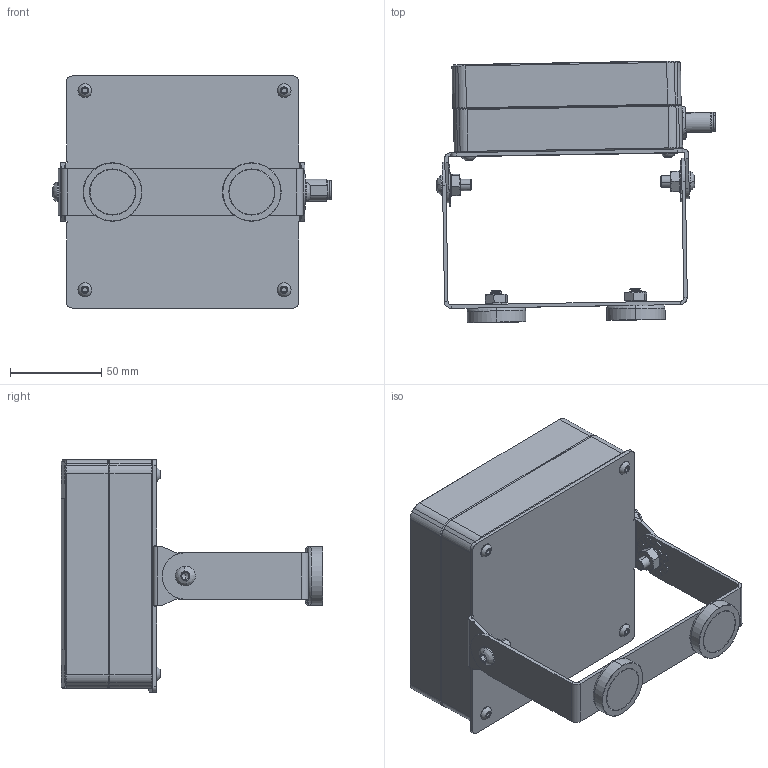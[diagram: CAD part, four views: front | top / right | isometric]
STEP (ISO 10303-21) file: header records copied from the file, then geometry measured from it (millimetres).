
FILE_DESCRIPTION((''),'2;1');
FILE_NAME('ILC33012040','2025-01-23T07:59:32',('BCoats'),(''),'CREO PARAMETRIC BY PTC INC, 2021164','CREO PARAMETRIC BY PTC INC, 2021164','');
FILE_SCHEMA(('AUTOMOTIVE_DESIGN { 1 0 10303 214 1 1 1 1 }'));
Length unit declared in the file: inch
Products named in the file (1): ILC33012040
Bounding box: 152.56 x 143.07 x 127 mm (x, y, z)
Volume: 814621.6 mm3; surface area: 81307.1 mm2
Topology: 1 solids, 1 shells, 955 faces, 2424 edges, 1492 vertices
Faces by surface type: plane 526, cylinder 269, cone 124, bspline 20, torus 12, sphere 4
Entity records: 41405 total; most frequent: CARTESIAN_POINT 17458, DIRECTION 4931, ORIENTED_EDGE 4840, EDGE_CURVE 2420, AXIS2_PLACEMENT_3D 1756, VERTEX_POINT 1492, VECTOR 1416, LINE 1416
